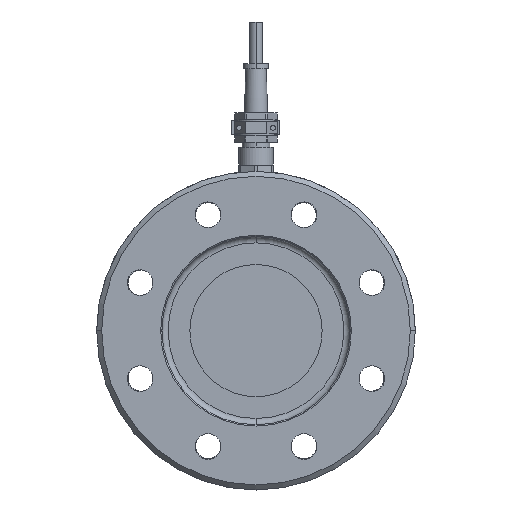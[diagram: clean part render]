
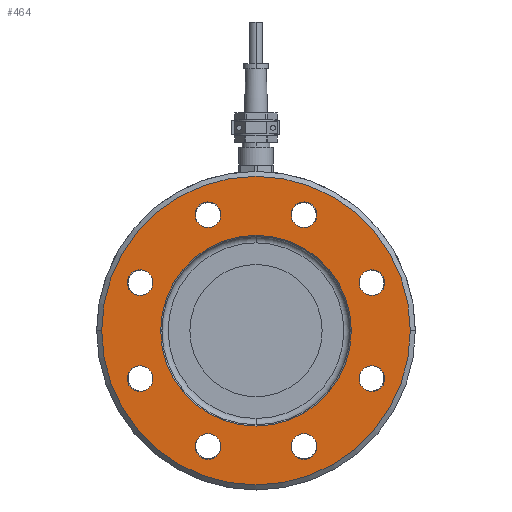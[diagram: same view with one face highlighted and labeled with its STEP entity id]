
A CAD part, front view. The second image highlights one B-rep face of the part: STEP entity #464.
In plain terms, the highlighted planar face has unit normal (0, -1, 0).
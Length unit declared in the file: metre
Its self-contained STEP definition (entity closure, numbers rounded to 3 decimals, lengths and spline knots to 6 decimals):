
#464=ADVANCED_FACE('0:396',(#1055,#1056,#1057,#1058,#1059,#1060,#1061,#1062,#1063,#1064),#1065,.T.);
#1055=FACE_OUTER_BOUND('',#1791,.T.);
#1056=FACE_BOUND('',#1792,.T.);
#1057=FACE_BOUND('',#1793,.T.);
#1058=FACE_BOUND('',#1794,.T.);
#1059=FACE_BOUND('',#1795,.T.);
#1060=FACE_BOUND('',#1796,.T.);
#1061=FACE_BOUND('',#1797,.T.);
#1062=FACE_BOUND('',#1798,.T.);
#1063=FACE_BOUND('',#1799,.T.);
#1064=FACE_BOUND('',#1800,.T.);
#1065=PLANE('',#1801);
#1791=EDGE_LOOP('',(#3161,#3162));
#1792=EDGE_LOOP('',(#3163,#3164));
#1793=EDGE_LOOP('',(#3165,#3166));
#1794=EDGE_LOOP('',(#3167,#3168));
#1795=EDGE_LOOP('',(#3169,#3170));
#1796=EDGE_LOOP('',(#3171,#3172));
#1797=EDGE_LOOP('',(#3173,#3174));
#1798=EDGE_LOOP('',(#3175,#3176));
#1799=EDGE_LOOP('',(#3177,#3178));
#1800=EDGE_LOOP('',(#3179,#3180));
#1801=AXIS2_PLACEMENT_3D('',#3181,#3182,#3183);
#3161=ORIENTED_EDGE('',*,*,#4717,.F.);
#3162=ORIENTED_EDGE('',*,*,#4594,.F.);
#3163=ORIENTED_EDGE('',*,*,#4864,.T.);
#3164=ORIENTED_EDGE('',*,*,#4865,.T.);
#3165=ORIENTED_EDGE('',*,*,#4720,.T.);
#3166=ORIENTED_EDGE('',*,*,#4866,.T.);
#3167=ORIENTED_EDGE('',*,*,#4504,.T.);
#3168=ORIENTED_EDGE('',*,*,#4867,.T.);
#3169=ORIENTED_EDGE('',*,*,#4843,.T.);
#3170=ORIENTED_EDGE('',*,*,#4776,.T.);
#3171=ORIENTED_EDGE('',*,*,#4712,.T.);
#3172=ORIENTED_EDGE('',*,*,#4868,.T.);
#3173=ORIENTED_EDGE('',*,*,#4744,.T.);
#3174=ORIENTED_EDGE('',*,*,#4551,.T.);
#3175=ORIENTED_EDGE('',*,*,#4437,.T.);
#3176=ORIENTED_EDGE('',*,*,#4599,.T.);
#3177=ORIENTED_EDGE('',*,*,#4432,.T.);
#3178=ORIENTED_EDGE('',*,*,#4538,.T.);
#3179=ORIENTED_EDGE('',*,*,#4869,.T.);
#3180=ORIENTED_EDGE('',*,*,#4870,.T.);
#3181=CARTESIAN_POINT('',(0.065444,0.045505,0.0));
#3182=DIRECTION('',(0.,-1.0,0.0));
#3183=DIRECTION('',(0.0,0.0,-1.0));
#4432=EDGE_CURVE('0:1686',#5367,#5365,#5368,.T.);
#4437=EDGE_CURVE('0:1674',#5376,#5374,#5377,.T.);
#4504=EDGE_CURVE('0:1626',#5491,#5489,#5492,.T.);
#4538=EDGE_CURVE('',#5365,#5367,#5545,.T.);
#4551=EDGE_CURVE('',#5560,#5564,#5566,.T.);
#4594=EDGE_CURVE('',#5638,#5641,#5642,.T.);
#4599=EDGE_CURVE('',#5374,#5376,#5648,.T.);
#4712=EDGE_CURVE('0:2883',#5832,#5830,#5833,.T.);
#4717=EDGE_CURVE('0:2868',#5641,#5638,#5839,.T.);
#4720=EDGE_CURVE('0:2874',#5844,#5842,#5845,.T.);
#4744=EDGE_CURVE('0:2886',#5564,#5560,#5878,.T.);
#4776=EDGE_CURVE('',#5922,#5926,#5928,.T.);
#4843=EDGE_CURVE('0:1638',#5926,#5922,#6021,.T.);
#4864=EDGE_CURVE('0:1602',#6052,#6053,#6054,.T.);
#4865=EDGE_CURVE('',#6053,#6052,#6055,.T.);
#4866=EDGE_CURVE('',#5842,#5844,#6056,.T.);
#4867=EDGE_CURVE('',#5489,#5491,#6057,.T.);
#4868=EDGE_CURVE('',#5830,#5832,#6058,.T.);
#4869=EDGE_CURVE('0:1719',#6059,#6060,#6061,.T.);
#4870=EDGE_CURVE('',#6060,#6059,#6062,.T.);
#5365=VERTEX_POINT('',#6680);
#5367=VERTEX_POINT('',#6683);
#5368=CIRCLE('',#6684,0.0051);
#5374=VERTEX_POINT('',#6691);
#5376=VERTEX_POINT('',#6694);
#5377=CIRCLE('',#6695,0.0051);
#5489=VERTEX_POINT('',#6857);
#5491=VERTEX_POINT('',#6860);
#5492=CIRCLE('',#6861,0.0051);
#5545=CIRCLE('',#6924,0.0051);
#5560=VERTEX_POINT('',#6943);
#5564=VERTEX_POINT('',#6948);
#5566=CIRCLE('',#6951,0.0051);
#5638=VERTEX_POINT('',#7041);
#5641=VERTEX_POINT('',#7045);
#5642=CIRCLE('',#7046,0.0615);
#5648=CIRCLE('',#7053,0.0051);
#5830=VERTEX_POINT('',#7295);
#5832=VERTEX_POINT('',#7298);
#5833=CIRCLE('',#7299,0.0051);
#5839=CIRCLE('',#7306,0.0615);
#5842=VERTEX_POINT('',#7309);
#5844=VERTEX_POINT('',#7312);
#5845=CIRCLE('',#7313,0.0051);
#5878=CIRCLE('',#7352,0.0051);
#5922=VERTEX_POINT('',#7406);
#5926=VERTEX_POINT('',#7411);
#5928=CIRCLE('',#7414,0.0051);
#6021=CIRCLE('',#7557,0.0051);
#6052=VERTEX_POINT('',#7594);
#6053=VERTEX_POINT('',#7595);
#6054=CIRCLE('',#7596,0.0051);
#6055=CIRCLE('',#7597,0.0051);
#6056=CIRCLE('',#7598,0.0051);
#6057=CIRCLE('',#7599,0.0051);
#6058=CIRCLE('',#7600,0.0051);
#6059=VERTEX_POINT('',#7601);
#6060=VERTEX_POINT('',#7602);
#6061=CIRCLE('',#7603,0.037998);
#6062=CIRCLE('',#7604,0.037998);
#6680=CARTESIAN_POINT('',(0.129228,0.045505,0.046194));
#6683=CARTESIAN_POINT('',(0.139428,0.045505,0.046194));
#6684=AXIS2_PLACEMENT_3D('',#8260,#8261,#8262);
#6691=CARTESIAN_POINT('',(0.156287,0.045505,0.019134));
#6694=CARTESIAN_POINT('',(0.166487,0.045505,0.019134));
#6695=AXIS2_PLACEMENT_3D('',#8268,#8269,#8270);
#6857=CARTESIAN_POINT('',(0.063899,0.045505,-0.019134));
#6860=CARTESIAN_POINT('',(0.074099,0.045505,-0.019134));
#6861=AXIS2_PLACEMENT_3D('',#8387,#8388,#8389);
#6924=AXIS2_PLACEMENT_3D('',#8445,#8446,#8447);
#6943=CARTESIAN_POINT('',(0.156287,0.045505,-0.019134));
#6948=CARTESIAN_POINT('',(0.166487,0.045505,-0.019134));
#6951=AXIS2_PLACEMENT_3D('',#8463,#8464,#8465);
#7041=CARTESIAN_POINT('',(0.053693,0.045505,0.));
#7045=CARTESIAN_POINT('',(0.176693,0.045505,0.));
#7046=AXIS2_PLACEMENT_3D('',#8533,#8534,#8535);
#7053=AXIS2_PLACEMENT_3D('',#8543,#8544,#8545);
#7295=CARTESIAN_POINT('',(0.129228,0.045505,-0.046194));
#7298=CARTESIAN_POINT('',(0.139428,0.045505,-0.046194));
#7299=AXIS2_PLACEMENT_3D('',#8719,#8720,#8721);
#7306=AXIS2_PLACEMENT_3D('',#8729,#8730,#8731);
#7309=CARTESIAN_POINT('',(0.063899,0.045505,0.019134));
#7312=CARTESIAN_POINT('',(0.074099,0.045505,0.019134));
#7313=AXIS2_PLACEMENT_3D('',#8733,#8734,#8735);
#7352=AXIS2_PLACEMENT_3D('',#8775,#8776,#8777);
#7406=CARTESIAN_POINT('',(0.090959,0.045505,-0.046194));
#7411=CARTESIAN_POINT('',(0.101159,0.045505,-0.046194));
#7414=AXIS2_PLACEMENT_3D('',#8826,#8827,#8828);
#7557=AXIS2_PLACEMENT_3D('',#8917,#8918,#8919);
#7594=CARTESIAN_POINT('',(0.101159,0.045505,0.046194));
#7595=CARTESIAN_POINT('',(0.090959,0.045505,0.046194));
#7596=AXIS2_PLACEMENT_3D('',#8950,#8951,#8952);
#7597=AXIS2_PLACEMENT_3D('',#8953,#8954,#8955);
#7598=AXIS2_PLACEMENT_3D('',#8956,#8957,#8958);
#7599=AXIS2_PLACEMENT_3D('',#8959,#8960,#8961);
#7600=AXIS2_PLACEMENT_3D('',#8962,#8963,#8964);
#7601=CARTESIAN_POINT('',(0.153191,0.045505,0.));
#7602=CARTESIAN_POINT('',(0.077195,0.045505,0.));
#7603=AXIS2_PLACEMENT_3D('',#8965,#8966,#8967);
#7604=AXIS2_PLACEMENT_3D('',#8968,#8969,#8970);
#8260=CARTESIAN_POINT('',(0.134328,0.045505,0.046194));
#8261=DIRECTION('',(0.,1.0,0.0));
#8262=DIRECTION('',(-1.0,0.,0.0));
#8268=CARTESIAN_POINT('',(0.161387,0.045505,0.019134));
#8269=DIRECTION('',(0.,1.0,0.0));
#8270=DIRECTION('',(-1.0,0.,0.0));
#8387=CARTESIAN_POINT('',(0.068999,0.045505,-0.019134));
#8388=DIRECTION('',(0.,1.0,0.0));
#8389=DIRECTION('',(-1.0,0.,0.0));
#8445=CARTESIAN_POINT('',(0.134328,0.045505,0.046194));
#8446=DIRECTION('',(0.,1.0,0.0));
#8447=DIRECTION('',(-1.0,0.,0.0));
#8463=CARTESIAN_POINT('',(0.161387,0.045505,-0.019134));
#8464=DIRECTION('',(0.,1.0,0.0));
#8465=DIRECTION('',(-1.0,0.,0.0));
#8533=CARTESIAN_POINT('',(0.115193,0.045505,0.0));
#8534=DIRECTION('',(0.,1.0,0.0));
#8535=DIRECTION('',(-1.0,0.,0.0));
#8543=CARTESIAN_POINT('',(0.161387,0.045505,0.019134));
#8544=DIRECTION('',(0.,1.0,0.0));
#8545=DIRECTION('',(-1.0,0.,0.0));
#8719=CARTESIAN_POINT('',(0.134328,0.045505,-0.046194));
#8720=DIRECTION('',(0.,1.0,0.0));
#8721=DIRECTION('',(-1.0,0.,0.0));
#8729=CARTESIAN_POINT('',(0.115193,0.045505,0.0));
#8730=DIRECTION('',(0.,1.0,0.0));
#8731=DIRECTION('',(-1.0,0.,0.0));
#8733=CARTESIAN_POINT('',(0.068999,0.045505,0.019134));
#8734=DIRECTION('',(0.,1.0,0.0));
#8735=DIRECTION('',(-1.0,0.,0.0));
#8775=CARTESIAN_POINT('',(0.161387,0.045505,-0.019134));
#8776=DIRECTION('',(0.,1.0,0.0));
#8777=DIRECTION('',(-1.0,0.,0.0));
#8826=CARTESIAN_POINT('',(0.096059,0.045505,-0.046194));
#8827=DIRECTION('',(0.,1.0,0.0));
#8828=DIRECTION('',(-1.0,0.,0.0));
#8917=CARTESIAN_POINT('',(0.096059,0.045505,-0.046194));
#8918=DIRECTION('',(0.,1.0,0.0));
#8919=DIRECTION('',(-1.0,0.,0.0));
#8950=CARTESIAN_POINT('',(0.096059,0.045505,0.046194));
#8951=DIRECTION('',(0.,1.0,0.0));
#8952=DIRECTION('',(-1.0,0.,0.0));
#8953=CARTESIAN_POINT('',(0.096059,0.045505,0.046194));
#8954=DIRECTION('',(0.,1.0,0.0));
#8955=DIRECTION('',(-1.0,0.,0.0));
#8956=CARTESIAN_POINT('',(0.068999,0.045505,0.019134));
#8957=DIRECTION('',(0.,1.0,0.0));
#8958=DIRECTION('',(-1.0,0.,0.0));
#8959=CARTESIAN_POINT('',(0.068999,0.045505,-0.019134));
#8960=DIRECTION('',(0.,1.0,0.0));
#8961=DIRECTION('',(-1.0,0.,0.0));
#8962=CARTESIAN_POINT('',(0.134328,0.045505,-0.046194));
#8963=DIRECTION('',(0.,1.0,0.0));
#8964=DIRECTION('',(-1.0,0.,0.0));
#8965=CARTESIAN_POINT('',(0.115193,0.045505,0.0));
#8966=DIRECTION('',(0.,1.0,0.0));
#8967=DIRECTION('',(-1.0,0.,0.0));
#8968=CARTESIAN_POINT('',(0.115193,0.045505,0.0));
#8969=DIRECTION('',(0.,1.0,0.0));
#8970=DIRECTION('',(-1.0,0.,0.0));
